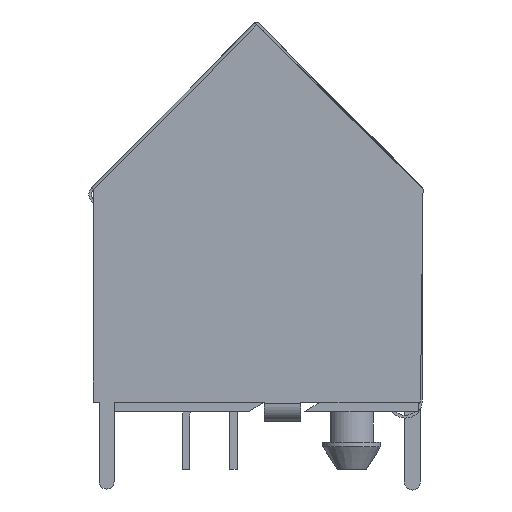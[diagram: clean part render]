
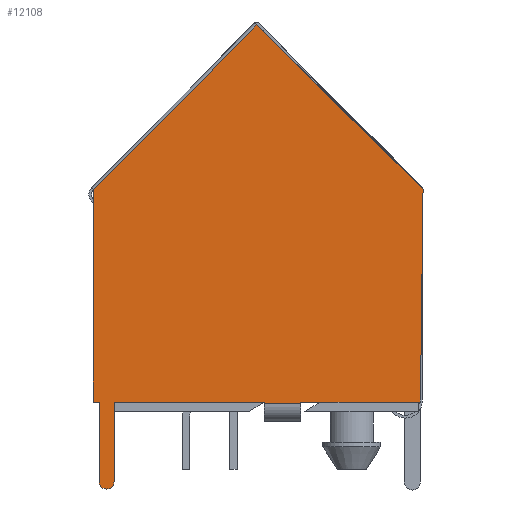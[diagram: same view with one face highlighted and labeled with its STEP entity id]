
A CAD part, front view. The second image highlights one B-rep face of the part: STEP entity #12108.
In plain terms, the highlighted face is planar.
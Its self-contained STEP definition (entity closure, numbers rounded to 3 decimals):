
#1521=LINE('',#20104,#2992);
#1650=LINE('',#20388,#3121);
#1654=LINE('',#20397,#3125);
#1655=LINE('',#20398,#3126);
#1656=LINE('',#20400,#3127);
#1657=LINE('',#20402,#3128);
#1658=LINE('',#20406,#3129);
#1659=LINE('',#20407,#3130);
#1660=LINE('',#20409,#3131);
#1661=LINE('',#20411,#3132);
#1662=LINE('',#20413,#3133);
#1663=LINE('',#20415,#3134);
#2992=VECTOR('',#15550,1000.);
#3121=VECTOR('',#15777,1000.);
#3125=VECTOR('',#15785,1000.);
#3126=VECTOR('',#15786,1000.);
#3127=VECTOR('',#15787,1000.);
#3128=VECTOR('',#15788,1000.);
#3129=VECTOR('',#15791,1000.);
#3130=VECTOR('',#15792,1000.);
#3131=VECTOR('',#15793,1000.);
#3132=VECTOR('',#15794,1000.);
#3133=VECTOR('',#15795,1000.);
#3134=VECTOR('',#15796,1000.);
#6304=ORIENTED_EDGE('',*,*,#8319,.T.);
#6305=ORIENTED_EDGE('',*,*,#8324,.T.);
#6306=ORIENTED_EDGE('',*,*,#8325,.F.);
#6307=ORIENTED_EDGE('',*,*,#8326,.F.);
#6308=ORIENTED_EDGE('',*,*,#8327,.F.);
#6309=ORIENTED_EDGE('',*,*,#8328,.F.);
#6310=ORIENTED_EDGE('',*,*,#8329,.F.);
#6311=ORIENTED_EDGE('',*,*,#8173,.F.);
#6312=ORIENTED_EDGE('',*,*,#8330,.T.);
#6313=ORIENTED_EDGE('',*,*,#8331,.T.);
#6314=ORIENTED_EDGE('',*,*,#8332,.F.);
#6315=ORIENTED_EDGE('',*,*,#8333,.F.);
#6316=ORIENTED_EDGE('',*,*,#8334,.F.);
#8173=EDGE_CURVE('',#9427,#9428,#1521,.T.);
#8319=EDGE_CURVE('',#9534,#9533,#1650,.T.);
#8324=EDGE_CURVE('',#9533,#9446,#1654,.T.);
#8325=EDGE_CURVE('',#9537,#9446,#1655,.T.);
#8326=EDGE_CURVE('',#9538,#9537,#1656,.T.);
#8327=EDGE_CURVE('',#9539,#9538,#1657,.T.);
#8328=EDGE_CURVE('',#9540,#9539,#9727,.T.);
#8329=EDGE_CURVE('',#9428,#9540,#1658,.T.);
#8330=EDGE_CURVE('',#9427,#9541,#1659,.T.);
#8331=EDGE_CURVE('',#9541,#9542,#1660,.T.);
#8332=EDGE_CURVE('',#9543,#9542,#1661,.T.);
#8333=EDGE_CURVE('',#9544,#9543,#1662,.T.);
#8334=EDGE_CURVE('',#9534,#9544,#1663,.T.);
#9427=VERTEX_POINT('',#20103);
#9428=VERTEX_POINT('',#20105);
#9446=VERTEX_POINT('',#20145);
#9533=VERTEX_POINT('',#20387);
#9534=VERTEX_POINT('',#20389);
#9537=VERTEX_POINT('',#20399);
#9538=VERTEX_POINT('',#20401);
#9539=VERTEX_POINT('',#20403);
#9540=VERTEX_POINT('',#20405);
#9541=VERTEX_POINT('',#20408);
#9542=VERTEX_POINT('',#20410);
#9543=VERTEX_POINT('',#20412);
#9544=VERTEX_POINT('',#20414);
#9727=CIRCLE('',#13035,0.4);
#10322=EDGE_LOOP('',(#6304,#6305,#6306,#6307,#6308,#6309,#6310,#6311,#6312,
#6313,#6314,#6315,#6316));
#10963=FACE_BOUND('',#10322,.T.);
#11514=PLANE('',#13034);
#12108=ADVANCED_FACE('',(#10963),#11514,.T.);
#13034=AXIS2_PLACEMENT_3D('',#20396,#15783,#15784);
#13035=AXIS2_PLACEMENT_3D('',#20404,#15789,#15790);
#15550=DIRECTION('',(1.,0.,0.));
#15777=DIRECTION('',(0.711,0.,0.703));
#15783=DIRECTION('',(0.,1.,0.));
#15784=DIRECTION('',(-1.,0.,0.));
#15785=DIRECTION('',(0.703,0.,-0.711));
#15786=DIRECTION('',(-0.003,0.,1.));
#15787=DIRECTION('',(1.,0.,0.));
#15788=DIRECTION('',(0.,0.,1.));
#15789=DIRECTION('',(0.,-1.,0.));
#15790=DIRECTION('',(-0.703,0.,0.711));
#15791=DIRECTION('',(0.,0.,-1.));
#15792=DIRECTION('',(0.,0.,-1.));
#15793=DIRECTION('',(-1.,0.,0.));
#15794=DIRECTION('',(0.,0.,-1.));
#15795=DIRECTION('',(1.,0.,0.));
#15796=DIRECTION('',(0.012,0.,-1.));
#20103=CARTESIAN_POINT('',(-0.414,15.25,0.));
#20104=CARTESIAN_POINT('',(7.65,15.25,0.));
#20105=CARTESIAN_POINT('',(7.65,15.25,0.));
#20145=CARTESIAN_POINT('',(8.743,15.25,11.373));
#20387=CARTESIAN_POINT('',(0.,15.25,20.223));
#20388=CARTESIAN_POINT('',(0.033,15.25,20.256));
#20389=CARTESIAN_POINT('',(-8.921,15.25,11.409));
#20396=CARTESIAN_POINT('',(0.,15.25,0.));
#20397=CARTESIAN_POINT('',(0.,15.25,20.223));
#20398=CARTESIAN_POINT('',(8.743,15.25,11.373));
#20399=CARTESIAN_POINT('',(8.78,15.25,0.));
#20400=CARTESIAN_POINT('',(8.78,15.25,0.));
#20401=CARTESIAN_POINT('',(8.45,15.25,0.));
#20402=CARTESIAN_POINT('',(8.45,15.25,-4.27));
#20403=CARTESIAN_POINT('',(8.45,15.25,-4.27));
#20404=CARTESIAN_POINT('',(8.05,15.25,-4.27));
#20405=CARTESIAN_POINT('',(7.65,15.25,-4.27));
#20406=CARTESIAN_POINT('',(7.65,15.25,-4.27));
#20407=CARTESIAN_POINT('',(-0.414,15.25,-0.1));
#20408=CARTESIAN_POINT('',(-0.414,15.25,-0.1));
#20409=CARTESIAN_POINT('',(-0.414,15.25,-0.1));
#20410=CARTESIAN_POINT('',(-2.364,15.25,-0.1));
#20411=CARTESIAN_POINT('',(-2.364,15.25,-0.1));
#20412=CARTESIAN_POINT('',(-2.364,15.25,0.));
#20413=CARTESIAN_POINT('',(7.65,15.25,0.));
#20414=CARTESIAN_POINT('',(-8.78,15.25,0.));
#20415=CARTESIAN_POINT('',(-8.921,15.25,11.409));
